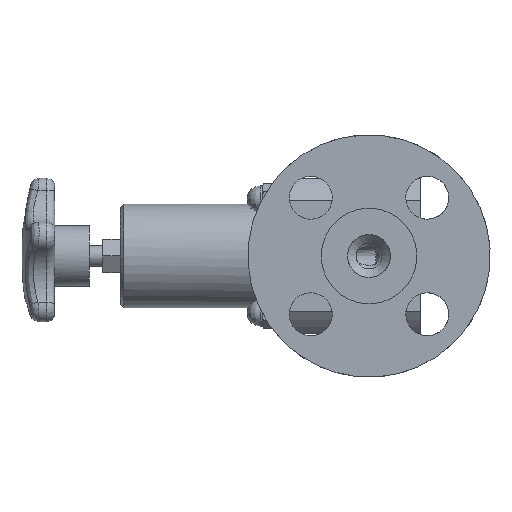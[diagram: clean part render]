
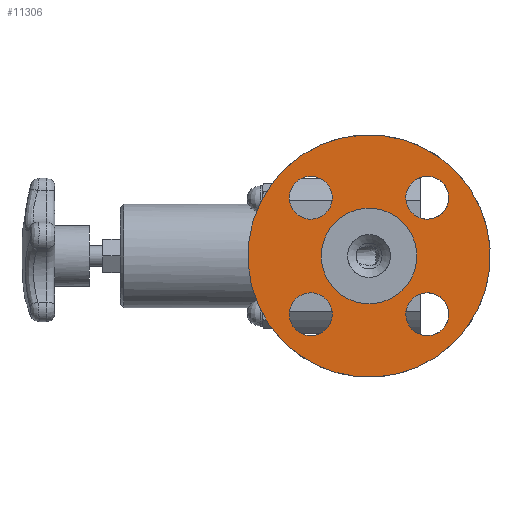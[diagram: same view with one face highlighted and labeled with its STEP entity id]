
A CAD part, left-side view. The second image highlights one B-rep face of the part: STEP entity #11306.
In plain terms, the highlighted planar face has unit normal (-1, 0, 0).
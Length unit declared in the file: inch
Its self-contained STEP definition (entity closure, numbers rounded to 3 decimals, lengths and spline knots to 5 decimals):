
#11139=CARTESIAN_POINT('',(-3.0075,1.66873,-1.13892));
#11140=VERTEX_POINT('',#11139);
#11141=CARTESIAN_POINT('',(-3.0075,1.58146,-0.84146));
#11142=DIRECTION('',(-1.,0.,0.));
#11143=DIRECTION('',(0.,0.707,-0.707));
#11144=AXIS2_PLACEMENT_3D('',#11141,#11142,#11143);
#11145=CIRCLE('',#11144,0.31);
#11146=EDGE_CURVE('',#11140,#11140,#11145,.T.);
#11156=CARTESIAN_POINT('',(-3.0075,2.41921,0.49269));
#11157=VERTEX_POINT('',#11156);
#11158=CARTESIAN_POINT('',(-3.0075,0.74,0.));
#11159=DIRECTION('',(-1.,0.,0.));
#11160=DIRECTION('',(0.,0.707,-0.707));
#11161=AXIS2_PLACEMENT_3D('',#11158,#11159,#11160);
#11162=CIRCLE('',#11161,1.75);
#11163=EDGE_CURVE('',#11157,#11157,#11162,.T.);
#11247=CARTESIAN_POINT('',(-3.0075,1.40209,0.19426));
#11248=VERTEX_POINT('',#11247);
#11249=CARTESIAN_POINT('',(-3.0075,0.74,0.));
#11250=DIRECTION('',(-1.0,0.,0.));
#11251=DIRECTION('',(0.,0.707,-0.707));
#11252=AXIS2_PLACEMENT_3D('',#11249,#11250,#11251);
#11253=CIRCLE('',#11252,0.69);
#11254=EDGE_CURVE('',#11248,#11248,#11253,.T.);
#11259=CARTESIAN_POINT('',(-3.0075,1.2279,0.4879));
#11260=DIRECTION('',(-1.0,0.0,0.0));
#11261=DIRECTION('',(0.0,-0.707,0.707));
#11262=AXIS2_PLACEMENT_3D('',#11259,#11260,#11261);
#11263=PLANE('',#11262);
#11264=ORIENTED_EDGE('',*,*,#11163,.T.);
#11265=EDGE_LOOP('',(#11264));
#11266=FACE_OUTER_BOUND('',#11265,.T.);
#11267=ORIENTED_EDGE('',*,*,#11146,.F.);
#11268=EDGE_LOOP('',(#11267));
#11269=FACE_BOUND('',#11268,.T.);
#11270=ORIENTED_EDGE('',*,*,#11254,.F.);
#11271=EDGE_LOOP('',(#11270));
#11272=FACE_BOUND('',#11271,.T.);
#11273=CARTESIAN_POINT('',(-3.0075,-0.39892,-0.92873));
#11274=VERTEX_POINT('',#11273);
#11275=CARTESIAN_POINT('',(-3.0075,-0.10146,-0.84146));
#11276=DIRECTION('',(-1.,0.,0.));
#11277=DIRECTION('',(0.,0.707,-0.707));
#11278=AXIS2_PLACEMENT_3D('',#11275,#11276,#11277);
#11279=CIRCLE('',#11278,0.31);
#11280=EDGE_CURVE('',#11274,#11274,#11279,.T.);
#11281=ORIENTED_EDGE('',*,*,#11280,.F.);
#11282=EDGE_LOOP('',(#11281));
#11283=FACE_BOUND('',#11282,.T.);
#11284=CARTESIAN_POINT('',(-3.0075,-0.18873,1.13892));
#11285=VERTEX_POINT('',#11284);
#11286=CARTESIAN_POINT('',(-3.0075,-0.10146,0.84146));
#11287=DIRECTION('',(-1.,0.,0.));
#11288=DIRECTION('',(0.,0.707,-0.707));
#11289=AXIS2_PLACEMENT_3D('',#11286,#11287,#11288);
#11290=CIRCLE('',#11289,0.31);
#11291=EDGE_CURVE('',#11285,#11285,#11290,.T.);
#11292=ORIENTED_EDGE('',*,*,#11291,.F.);
#11293=EDGE_LOOP('',(#11292));
#11294=FACE_BOUND('',#11293,.T.);
#11295=CARTESIAN_POINT('',(-3.0075,1.87892,0.92873));
#11296=VERTEX_POINT('',#11295);
#11297=CARTESIAN_POINT('',(-3.0075,1.58146,0.84146));
#11298=DIRECTION('',(-1.,0.,0.));
#11299=DIRECTION('',(0.,0.707,-0.707));
#11300=AXIS2_PLACEMENT_3D('',#11297,#11298,#11299);
#11301=CIRCLE('',#11300,0.31);
#11302=EDGE_CURVE('',#11296,#11296,#11301,.T.);
#11303=ORIENTED_EDGE('',*,*,#11302,.F.);
#11304=EDGE_LOOP('',(#11303));
#11305=FACE_BOUND('',#11304,.T.);
#11306=ADVANCED_FACE('',(#11266,#11269,#11272,#11283,#11294,#11305),#11263,.T.);
